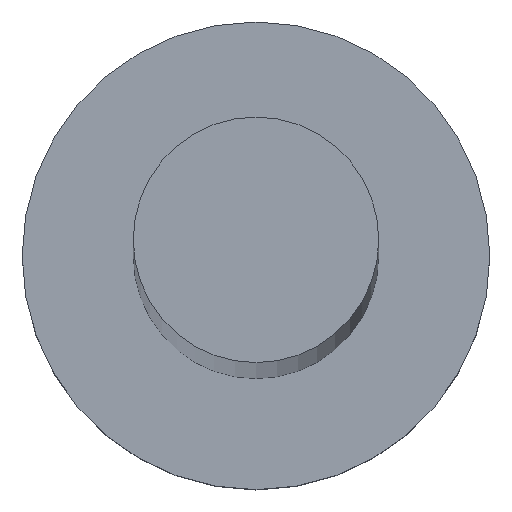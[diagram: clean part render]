
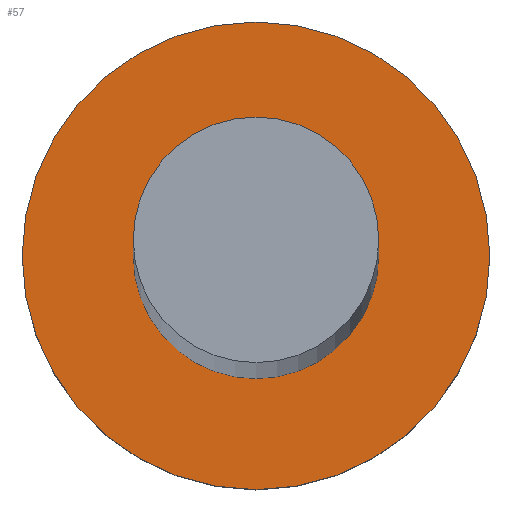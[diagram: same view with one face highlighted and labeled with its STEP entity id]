
A CAD part, top view. The second image highlights one B-rep face of the part: STEP entity #57.
In plain terms, the highlighted planar face has unit normal (0, 0, 1).
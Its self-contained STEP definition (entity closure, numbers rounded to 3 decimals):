
#11 = CARTESIAN_POINT ( 'NONE',  ( 4., 0., 3. ) ) ;
#14 = VERTEX_POINT ( 'NONE', #11 ) ;
#15 = FACE_BOUND ( 'NONE', #86, .T. ) ;
#28 = CIRCLE ( 'NONE', #103, 2.1 ) ;
#37 = FACE_OUTER_BOUND ( 'NONE', #162, .T. ) ;
#39 = DIRECTION ( 'NONE',  ( 1., 0., 0. ) ) ;
#47 = AXIS2_PLACEMENT_3D ( 'NONE', #55, #153, #133 ) ;
#51 = DIRECTION ( 'NONE',  ( 1., 0., 0. ) ) ;
#53 = CIRCLE ( 'NONE', #47, 2.1 ) ;
#55 = CARTESIAN_POINT ( 'NONE',  ( 0., 0., 3. ) ) ;
#56 = DIRECTION ( 'NONE',  ( 0., 0., 1. ) ) ;
#57 = ADVANCED_FACE ( 'NONE', ( #15, #37 ), #111, .T. ) ;
#63 = EDGE_CURVE ( 'NONE', #166, #14, #125, .T. ) ;
#73 = CARTESIAN_POINT ( 'NONE',  ( 0., 0., 3. ) ) ;
#78 = CARTESIAN_POINT ( 'NONE',  ( 2.1, 0., 3. ) ) ;
#79 = DIRECTION ( 'NONE',  ( 0., 0., 1. ) ) ;
#81 = CARTESIAN_POINT ( 'NONE',  ( -2.1, 0., 3. ) ) ;
#86 = EDGE_LOOP ( 'NONE', ( #230, #107 ) ) ;
#90 = VERTEX_POINT ( 'NONE', #78 ) ;
#94 = CARTESIAN_POINT ( 'NONE',  ( 0., 0., 3. ) ) ;
#97 = CARTESIAN_POINT ( 'NONE',  ( 0., 0., 3. ) ) ;
#103 = AXIS2_PLACEMENT_3D ( 'NONE', #97, #211, #51 ) ;
#105 = EDGE_CURVE ( 'NONE', #90, #248, #28, .T. ) ;
#107 = ORIENTED_EDGE ( 'NONE', *, *, #105, .F. ) ;
#111 = PLANE ( 'NONE',  #247 ) ;
#114 = EDGE_CURVE ( 'NONE', #14, #166, #188, .T. ) ;
#118 = DIRECTION ( 'NONE',  ( 1., 0., 0. ) ) ;
#125 = CIRCLE ( 'NONE', #237, 4. ) ;
#133 = DIRECTION ( 'NONE',  ( 1., 0., 0. ) ) ;
#141 = CARTESIAN_POINT ( 'NONE',  ( -4., 0., 3. ) ) ;
#146 = ORIENTED_EDGE ( 'NONE', *, *, #63, .T. ) ;
#151 = AXIS2_PLACEMENT_3D ( 'NONE', #232, #79, #39 ) ;
#153 = DIRECTION ( 'NONE',  ( 0., 0., 1. ) ) ;
#159 = EDGE_CURVE ( 'NONE', #248, #90, #53, .T. ) ;
#162 = EDGE_LOOP ( 'NONE', ( #146, #206 ) ) ;
#166 = VERTEX_POINT ( 'NONE', #141 ) ;
#188 = CIRCLE ( 'NONE', #151, 4. ) ;
#190 = DIRECTION ( 'NONE',  ( 0., 0., 1. ) ) ;
#194 = DIRECTION ( 'NONE',  ( 1., 0., 0. ) ) ;
#206 = ORIENTED_EDGE ( 'NONE', *, *, #114, .T. ) ;
#211 = DIRECTION ( 'NONE',  ( 0., 0., 1. ) ) ;
#230 = ORIENTED_EDGE ( 'NONE', *, *, #159, .F. ) ;
#232 = CARTESIAN_POINT ( 'NONE',  ( 0., 0., 3. ) ) ;
#237 = AXIS2_PLACEMENT_3D ( 'NONE', #73, #56, #194 ) ;
#247 = AXIS2_PLACEMENT_3D ( 'NONE', #94, #190, #118 ) ;
#248 = VERTEX_POINT ( 'NONE', #81 ) ;
